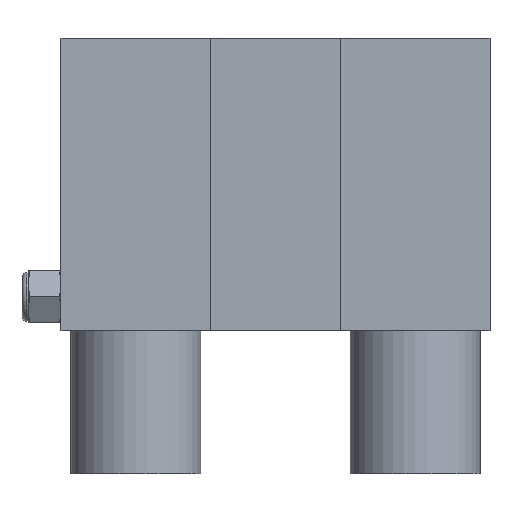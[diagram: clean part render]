
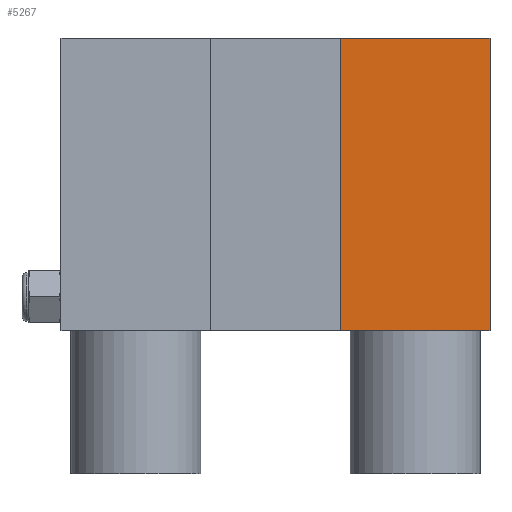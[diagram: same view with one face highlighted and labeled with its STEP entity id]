
A CAD part, front view. The second image highlights one B-rep face of the part: STEP entity #5267.
In plain terms, the highlighted planar face has unit normal (0, -1, 0).
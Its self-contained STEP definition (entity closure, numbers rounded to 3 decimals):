
#337=DIRECTION('',(1.,0.,0.));
#338=VECTOR('',#337,23.);
#339=CARTESIAN_POINT('',(43.,0.,0.));
#340=LINE('',#339,#338);
#829=DIRECTION('',(0.,0.,-1.));
#830=VECTOR('',#829,45.);
#831=CARTESIAN_POINT('',(43.,0.,0.));
#832=LINE('',#831,#830);
#833=DIRECTION('',(1.,0.,0.));
#834=VECTOR('',#833,23.);
#835=CARTESIAN_POINT('',(43.,0.,-45.));
#836=LINE('',#835,#834);
#841=DIRECTION('',(0.,0.,-1.));
#842=VECTOR('',#841,45.);
#843=CARTESIAN_POINT('',(66.,0.,0.));
#844=LINE('',#843,#842);
#3506=CARTESIAN_POINT('',(66.,0.,-45.));
#3507=VERTEX_POINT('',#3506);
#3508=CARTESIAN_POINT('',(43.,0.,-45.));
#3509=VERTEX_POINT('',#3508);
#3518=CARTESIAN_POINT('',(43.,0.,0.));
#3519=VERTEX_POINT('',#3518);
#3520=CARTESIAN_POINT('',(66.,0.,0.));
#3521=VERTEX_POINT('',#3520);
#5255=CARTESIAN_POINT('',(54.5,0.,-22.5));
#5256=DIRECTION('',(0.,1.,0.));
#5257=DIRECTION('',(1.,0.,0.));
#5258=AXIS2_PLACEMENT_3D('',#5255,#5256,#5257);
#5259=PLANE('',#5258);
#5260=ORIENTED_EDGE('',*,*,#5250,.F.);
#5261=ORIENTED_EDGE('',*,*,#4852,.T.);
#5263=ORIENTED_EDGE('',*,*,#5262,.T.);
#5264=ORIENTED_EDGE('',*,*,#5215,.F.);
#5265=EDGE_LOOP('',(#5260,#5261,#5263,#5264));
#5266=FACE_OUTER_BOUND('',#5265,.F.);
#5267=ADVANCED_FACE('',(#5266),#5259,.F.);
#4852=EDGE_CURVE('',#3519,#3521,#340,.T.);
#5215=EDGE_CURVE('',#3509,#3507,#836,.T.);
#5250=EDGE_CURVE('',#3519,#3509,#832,.T.);
#5262=EDGE_CURVE('',#3521,#3507,#844,.T.);
